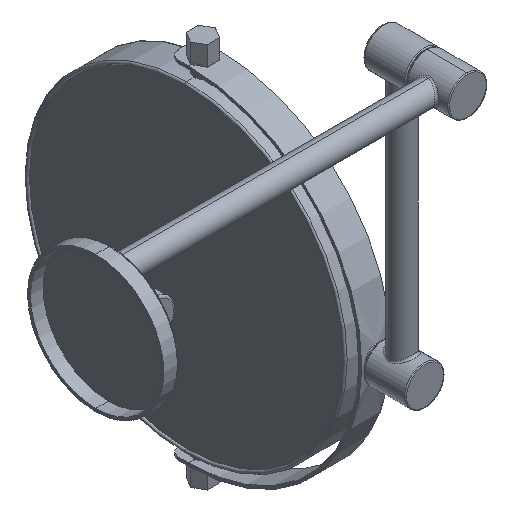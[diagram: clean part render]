
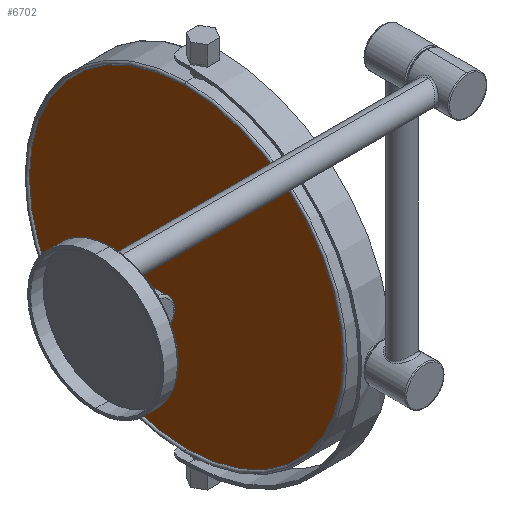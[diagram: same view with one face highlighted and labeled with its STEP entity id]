
A CAD part, isometric view. The second image highlights one B-rep face of the part: STEP entity #6702.
In plain terms, the highlighted planar face has unit normal (-1, 0, 0).
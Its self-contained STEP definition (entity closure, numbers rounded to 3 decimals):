
#392 = CARTESIAN_POINT ( 'NONE',  ( -8.5, 80.7, 0. ) ) ;
#393 = PLANE ( 'NONE',  #1312 ) ;
#396 = DIRECTION ( 'NONE',  ( 1., 0., 0. ) ) ;
#397 = DIRECTION ( 'NONE',  ( 0., 0., -1. ) ) ;
#790 = AXIS2_PLACEMENT_3D ( 'NONE', #3708, #3709, #3710 ) ;
#823 = EDGE_CURVE ( 'NONE', #4460, #5285, #4332, .T. ) ;
#1050 = EDGE_CURVE ( 'NONE', #5285, #4460, #4640, .T. ) ;
#1312 = AXIS2_PLACEMENT_3D ( 'NONE', #392, #396, #397 ) ;
#1324 = AXIS2_PLACEMENT_3D ( 'NONE', #3238, #3277, #3258 ) ;
#2182 = EDGE_LOOP ( 'NONE', ( #4820, #4780 ) ) ;
#2768 = FACE_OUTER_BOUND ( 'NONE', #2182, .T. ) ;
#3238 = CARTESIAN_POINT ( 'NONE',  ( -8.5, 0., 0. ) ) ;
#3258 = DIRECTION ( 'NONE',  ( 0., 0., 1. ) ) ;
#3277 = DIRECTION ( 'NONE',  ( -1., 0., 0. ) ) ;
#3708 = CARTESIAN_POINT ( 'NONE',  ( -8.5, 0., 0. ) ) ;
#3709 = DIRECTION ( 'NONE',  ( -1., 0., 0. ) ) ;
#3710 = DIRECTION ( 'NONE',  ( 0., 0., 1. ) ) ;
#4007 = CARTESIAN_POINT ( 'NONE',  ( -8.5, 0., 80.7 ) ) ;
#4110 = CARTESIAN_POINT ( 'NONE',  ( -8.5, 0., -80.7 ) ) ;
#4332 = CIRCLE ( 'NONE', #1324, 80.7 ) ;
#4460 = VERTEX_POINT ( 'NONE', #4007 ) ;
#4640 = CIRCLE ( 'NONE', #790, 80.7 ) ;
#4780 = ORIENTED_EDGE ( 'NONE', *, *, #1050, .T. ) ;
#4820 = ORIENTED_EDGE ( 'NONE', *, *, #823, .T. ) ;
#5285 = VERTEX_POINT ( 'NONE', #4110 ) ;
#6702 = ADVANCED_FACE ( 'NONE', ( #2768 ), #393, .F. ) ;
